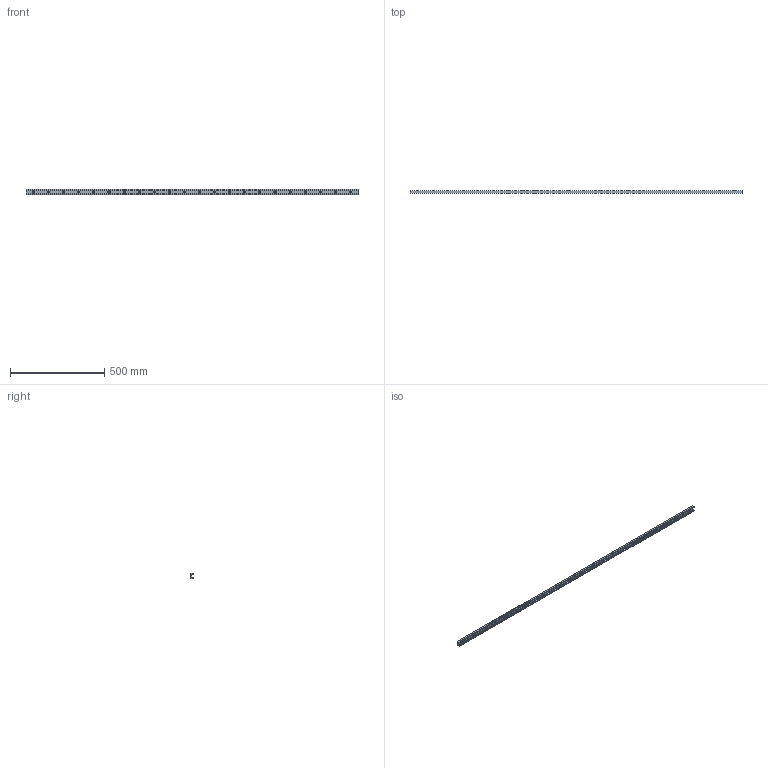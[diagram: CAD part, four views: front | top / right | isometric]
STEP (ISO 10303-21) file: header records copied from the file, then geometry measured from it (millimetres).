
FILE_DESCRIPTION((''),'2;1');
FILE_NAME('LCX 28H-1760.C.stp','2016-04-28T08:27:17',('MRathmann'),(''),'Autodesk Inventor 2012','Autodesk Inventor 2012','');
FILE_SCHEMA(('CONFIG_CONTROL_DESIGN'));
Length unit declared in the file: millimetre
Products named in the file (1): LCX 28H-1760.C
Bounding box: 1760 x 12.3 x 28 mm (x, y, z)
Volume: 284574.7 mm3; surface area: 170686.9 mm2
Topology: 1 solids, 1 shells, 90 faces, 220 edges, 154 vertices
Faces by surface type: cylinder 55, plane 35
Full cylindrical faces by diameter (mm): 6.4 x22, 11 x22
Entity records: 2426 total; most frequent: DIRECTION 446, CARTESIAN_POINT 377, ORIENTED_EDGE 308, AXIS2_PLACEMENT_3D 201, EDGE_LOOP 200, EDGE_CURVE 154, VERTEX_POINT 132, CIRCLE 110
